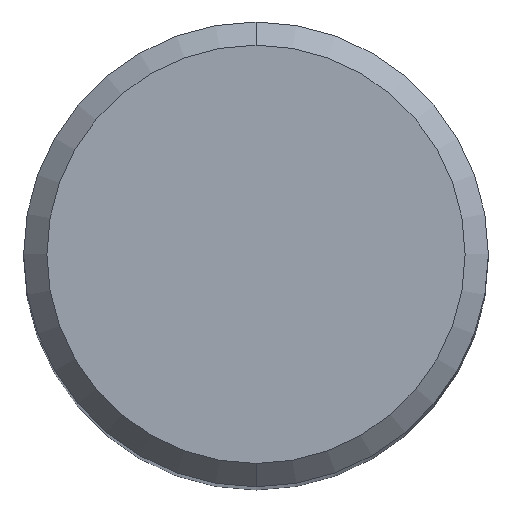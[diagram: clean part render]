
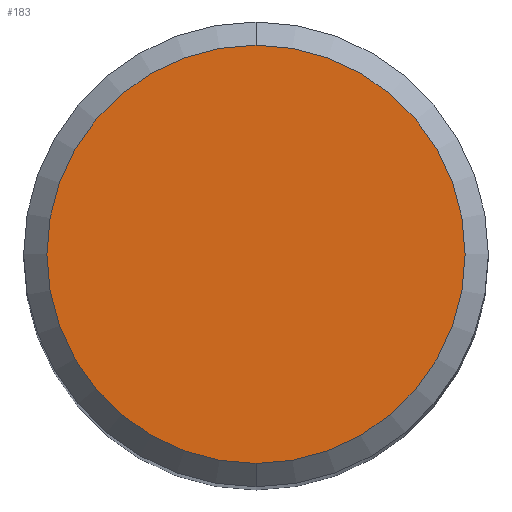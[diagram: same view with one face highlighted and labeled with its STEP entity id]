
A CAD part, top view. The second image highlights one B-rep face of the part: STEP entity #183.
In plain terms, the highlighted planar face has unit normal (0, 0, 1).
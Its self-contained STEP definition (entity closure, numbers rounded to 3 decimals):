
#109=EDGE_CURVE('',#219,#201,#261,.T.);
#111=EDGE_CURVE('',#201,#219,#263,.T.);
#183=ADVANCED_FACE('',(#343),#344,.T.);
#201=VERTEX_POINT('',#364);
#219=VERTEX_POINT('',#384);
#261=CIRCLE('',#427,4.5);
#263=CIRCLE('',#430,4.5);
#343=FACE_OUTER_BOUND('',#529,.T.);
#344=PLANE('',#530);
#364=CARTESIAN_POINT('',(0.,-4.5,0.));
#384=CARTESIAN_POINT('',(0.0,4.5,0.));
#427=AXIS2_PLACEMENT_3D('',#613,#614,#615);
#430=AXIS2_PLACEMENT_3D('',#616,#617,#618);
#529=EDGE_LOOP('',(#717,#718));
#530=AXIS2_PLACEMENT_3D('',#719,#720,#721);
#613=CARTESIAN_POINT('',(0.0,0.0,0.));
#614=DIRECTION('',(0.0,0.0,-1.0));
#615=DIRECTION('',(0.0,1.0,0.0));
#616=CARTESIAN_POINT('',(0.0,0.0,0.));
#617=DIRECTION('',(0.0,0.0,-1.0));
#618=DIRECTION('',(0.0,1.0,0.0));
#717=ORIENTED_EDGE('',*,*,#109,.F.);
#718=ORIENTED_EDGE('',*,*,#111,.F.);
#719=CARTESIAN_POINT('',(0.0,2.25,0.));
#720=DIRECTION('',(-0.0,0.0,1.0));
#721=DIRECTION('',(0.0,-1.0,0.0));
